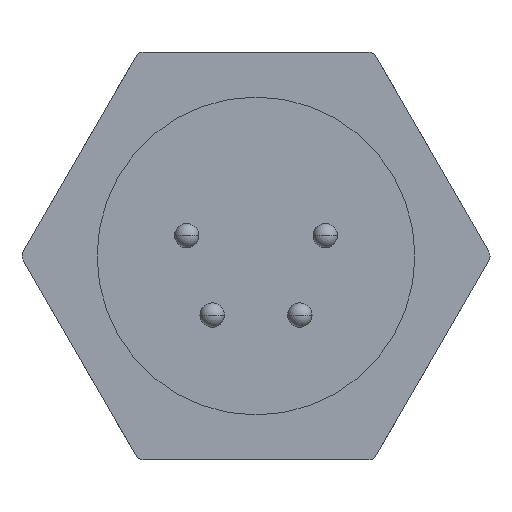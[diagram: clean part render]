
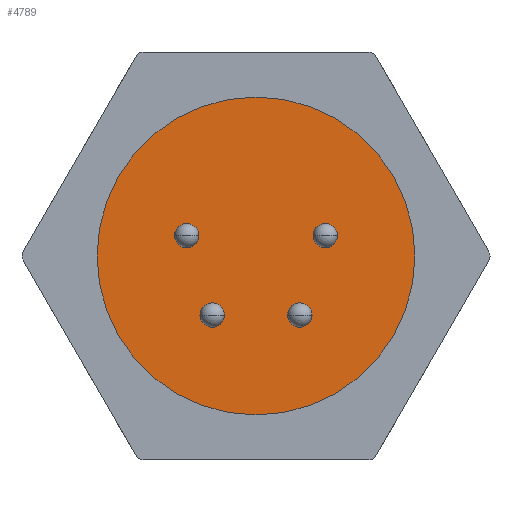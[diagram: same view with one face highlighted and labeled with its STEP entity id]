
A CAD part, front view. The second image highlights one B-rep face of the part: STEP entity #4789.
In plain terms, the highlighted planar face has unit normal (0, -1, 0).
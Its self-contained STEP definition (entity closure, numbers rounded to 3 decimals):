
#16=CARTESIAN_POINT('',(0.,-7.7,0.));
#17=DIRECTION('',(0.,1.,0.));
#18=DIRECTION('',(-1.,0.,0.));
#19=AXIS2_PLACEMENT_3D('',#16,#17,#18);
#21=CARTESIAN_POINT('',(0.,-7.7,0.));
#22=DIRECTION('',(0.,1.,0.));
#23=DIRECTION('',(1.,0.,0.));
#24=AXIS2_PLACEMENT_3D('',#21,#22,#23);
#26=CARTESIAN_POINT('',(1.7,-7.7,0.5));
#27=DIRECTION('',(0.,-1.,0.));
#28=DIRECTION('',(1.,0.,0.));
#29=AXIS2_PLACEMENT_3D('',#26,#27,#28);
#31=CARTESIAN_POINT('',(1.7,-7.7,0.5));
#32=DIRECTION('',(0.,-1.,0.));
#33=DIRECTION('',(-1.,0.,0.));
#34=AXIS2_PLACEMENT_3D('',#31,#32,#33);
#36=CARTESIAN_POINT('',(-1.075,-7.7,-1.45));
#37=DIRECTION('',(0.,-1.,0.));
#38=DIRECTION('',(1.,0.,0.));
#39=AXIS2_PLACEMENT_3D('',#36,#37,#38);
#41=CARTESIAN_POINT('',(-1.075,-7.7,-1.45));
#42=DIRECTION('',(0.,-1.,0.));
#43=DIRECTION('',(-1.,0.,0.));
#44=AXIS2_PLACEMENT_3D('',#41,#42,#43);
#46=CARTESIAN_POINT('',(-1.7,-7.7,0.5));
#47=DIRECTION('',(0.,-1.,0.));
#48=DIRECTION('',(1.,0.,0.));
#49=AXIS2_PLACEMENT_3D('',#46,#47,#48);
#51=CARTESIAN_POINT('',(-1.7,-7.7,0.5));
#52=DIRECTION('',(0.,-1.,0.));
#53=DIRECTION('',(-1.,0.,0.));
#54=AXIS2_PLACEMENT_3D('',#51,#52,#53);
#56=CARTESIAN_POINT('',(1.075,-7.7,-1.45));
#57=DIRECTION('',(0.,-1.,0.));
#58=DIRECTION('',(1.,0.,0.));
#59=AXIS2_PLACEMENT_3D('',#56,#57,#58);
#61=CARTESIAN_POINT('',(1.075,-7.7,-1.45));
#62=DIRECTION('',(0.,-1.,0.));
#63=DIRECTION('',(-1.,0.,0.));
#64=AXIS2_PLACEMENT_3D('',#61,#62,#63);
#4261=CARTESIAN_POINT('',(-3.9,-7.7,0.));
#4262=CARTESIAN_POINT('',(3.9,-7.7,0.));
#4263=VERTEX_POINT('',#4261);
#4264=VERTEX_POINT('',#4262);
#4654=CARTESIAN_POINT('',(2.,-7.7,0.5));
#4655=VERTEX_POINT('',#4654);
#4656=CARTESIAN_POINT('',(1.4,-7.7,0.5));
#4657=VERTEX_POINT('',#4656);
#4658=CARTESIAN_POINT('',(-0.775,-7.7,-1.45));
#4659=VERTEX_POINT('',#4658);
#4660=CARTESIAN_POINT('',(-1.375,-7.7,-1.45));
#4661=VERTEX_POINT('',#4660);
#4662=CARTESIAN_POINT('',(-1.4,-7.7,0.5));
#4663=VERTEX_POINT('',#4662);
#4664=CARTESIAN_POINT('',(-2.,-7.7,0.5));
#4665=VERTEX_POINT('',#4664);
#4666=CARTESIAN_POINT('',(1.375,-7.7,-1.45));
#4667=VERTEX_POINT('',#4666);
#4668=CARTESIAN_POINT('',(0.775,-7.7,-1.45));
#4669=VERTEX_POINT('',#4668);
#4754=CARTESIAN_POINT('',(0.,-7.7,0.));
#4755=DIRECTION('',(0.,1.,0.));
#4756=DIRECTION('',(1.,0.,0.));
#4757=AXIS2_PLACEMENT_3D('',#4754,#4755,#4756);
#4758=PLANE('',#4757);
#4760=ORIENTED_EDGE('',*,*,#4759,.T.);
#4762=ORIENTED_EDGE('',*,*,#4761,.T.);
#4763=EDGE_LOOP('',(#4760,#4762));
#4764=FACE_OUTER_BOUND('',#4763,.F.);
#4766=ORIENTED_EDGE('',*,*,#4765,.T.);
#4768=ORIENTED_EDGE('',*,*,#4767,.T.);
#4769=EDGE_LOOP('',(#4766,#4768));
#4770=FACE_BOUND('',#4769,.F.);
#4772=ORIENTED_EDGE('',*,*,#4771,.T.);
#4774=ORIENTED_EDGE('',*,*,#4773,.T.);
#4775=EDGE_LOOP('',(#4772,#4774));
#4776=FACE_BOUND('',#4775,.F.);
#4778=ORIENTED_EDGE('',*,*,#4777,.T.);
#4780=ORIENTED_EDGE('',*,*,#4779,.T.);
#4781=EDGE_LOOP('',(#4778,#4780));
#4782=FACE_BOUND('',#4781,.F.);
#4784=ORIENTED_EDGE('',*,*,#4783,.T.);
#4786=ORIENTED_EDGE('',*,*,#4785,.T.);
#4787=EDGE_LOOP('',(#4784,#4786));
#4788=FACE_BOUND('',#4787,.F.);
#20=CIRCLE('',#19,3.9);
#25=CIRCLE('',#24,3.9);
#30=CIRCLE('',#29,0.3);
#35=CIRCLE('',#34,0.3);
#40=CIRCLE('',#39,0.3);
#45=CIRCLE('',#44,0.3);
#50=CIRCLE('',#49,0.3);
#55=CIRCLE('',#54,0.3);
#60=CIRCLE('',#59,0.3);
#65=CIRCLE('',#64,0.3);
#4759=EDGE_CURVE('',#4263,#4264,#20,.T.);
#4761=EDGE_CURVE('',#4264,#4263,#25,.T.);
#4765=EDGE_CURVE('',#4655,#4657,#30,.T.);
#4767=EDGE_CURVE('',#4657,#4655,#35,.T.);
#4771=EDGE_CURVE('',#4659,#4661,#40,.T.);
#4773=EDGE_CURVE('',#4661,#4659,#45,.T.);
#4777=EDGE_CURVE('',#4663,#4665,#50,.T.);
#4779=EDGE_CURVE('',#4665,#4663,#55,.T.);
#4783=EDGE_CURVE('',#4667,#4669,#60,.T.);
#4785=EDGE_CURVE('',#4669,#4667,#65,.T.);
#4789=ADVANCED_FACE('',(#4764,#4770,#4776,#4782,#4788),#4758,.F.);
